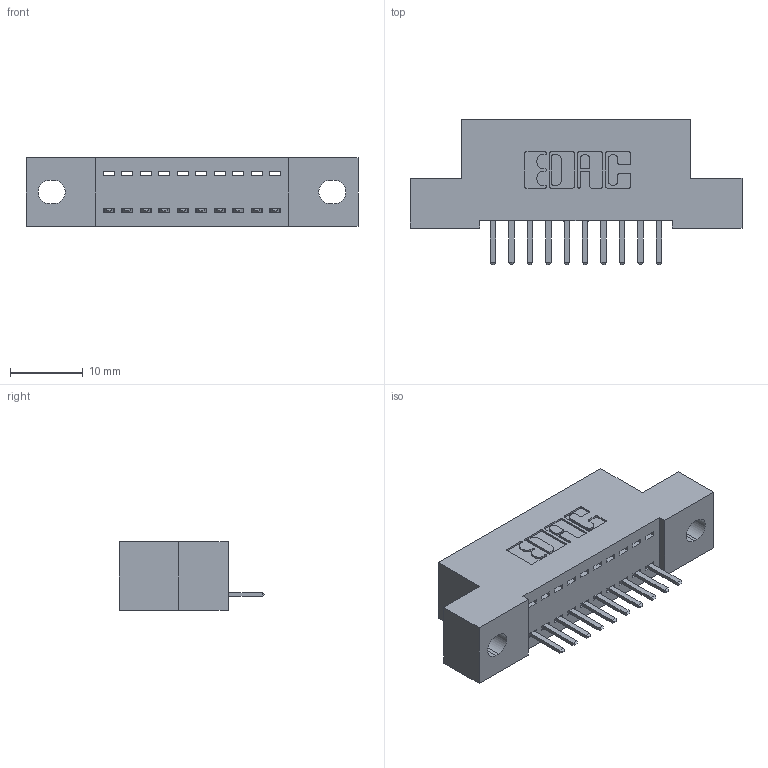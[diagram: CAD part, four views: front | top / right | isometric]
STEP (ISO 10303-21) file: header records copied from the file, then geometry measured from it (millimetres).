
FILE_DESCRIPTION (( 'STEP AP203' ), '1' );
FILE_NAME ('342-010-520-102.STEP', '2019-10-01T13:42:54', ( '' ), ( '' ), 'SwSTEP 2.0', 'SolidWorks 2016', '' );
FILE_SCHEMA (( 'CONFIG_CONTROL_DESIGN' ));
Length unit declared in the file: inch
Products named in the file (3): 342 Part_.128 Slot; 345-292-001_345-293-120; 342-010-520-102
Assembly tree (11 placements, depth 2):
  342-010-520-102
    342 Part_.128 Slot
    345-292-001_345-293-120  x10
Bounding box: 45.72 x 20.02 x 9.4 mm (x, y, z)
Volume: 3809.9 mm3; surface area: 4664.9 mm2
Topology: 11 solids, 11 shells, 734 faces, 2151 edges, 1406 vertices
Faces by surface type: plane 510, cylinder 224
Entity records: 10369 total; most frequent: CARTESIAN_POINT 1812, ORIENTED_EDGE 1746, DIRECTION 1581, EDGE_CURVE 873, VECTOR 741, LINE 741, VERTEX_POINT 578, AXIS2_PLACEMENT_3D 420
